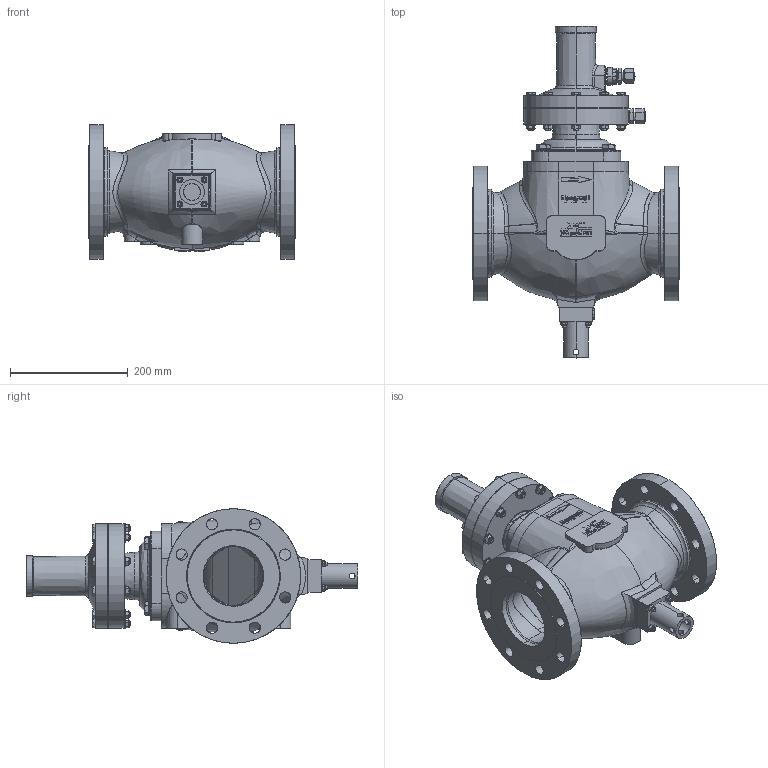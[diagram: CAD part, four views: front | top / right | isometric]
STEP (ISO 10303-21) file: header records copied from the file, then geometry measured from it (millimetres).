
FILE_DESCRIPTION (( 'STEP AP214' ), '1' );
FILE_NAME ('MB_HON720_DN_100_Class_150_K4.STEP', '2017-03-09T14:10:55', ( '' ), ( '' ), 'SwSTEP 2.0', 'SolidWorks 2015', '' );
FILE_SCHEMA (( 'AUTOMOTIVE_DESIGN' ));
Length unit declared in the file: millimetre
Products named in the file (1): MB_HON720_DN_100_Class_150_K4
Bounding box: 352 x 564.88 x 229 mm (x, y, z)
Surface area: 668244.4 mm2 (no closed solid volume)
Topology: 0 solids, 1185 shells, 1583 faces, 7147 edges, 6760 vertices
Faces by surface type: plane 595, bspline 415, cylinder 332, cone 241
Entity records: 172017 total; most frequent: CARTESIAN_POINT 122205, ORIENTED_EDGE 8078, DIRECTION 7647, EDGE_CURVE 7141, VERTEX_POINT 6760, B_SPLINE_CURVE_WITH_KNOTS 3094, LINE 2733, VECTOR 2733
